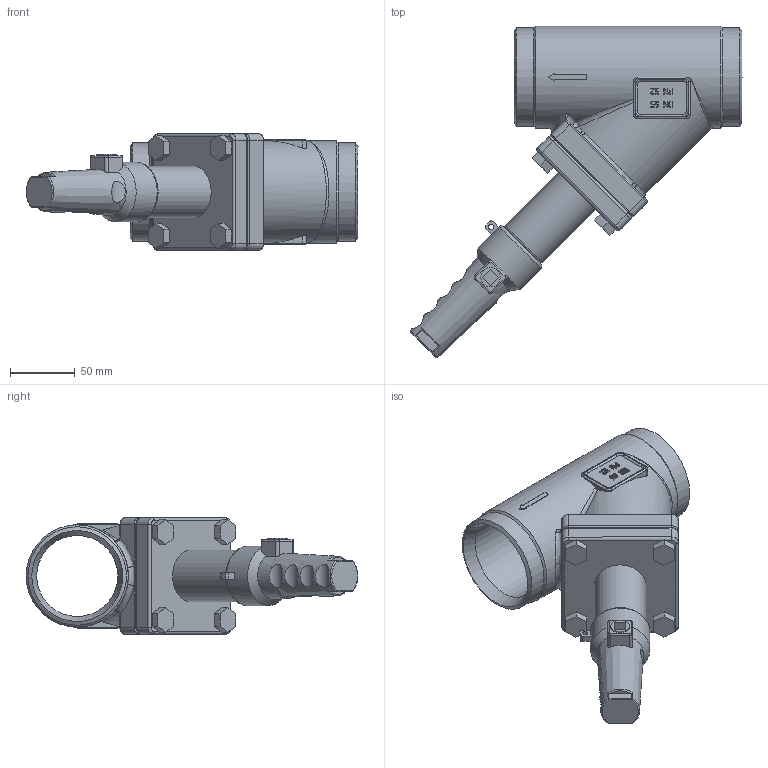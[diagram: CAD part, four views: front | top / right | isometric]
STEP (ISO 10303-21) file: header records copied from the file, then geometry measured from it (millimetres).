
FILE_DESCRIPTION(('TFLEX Exchange Step'),'2;1');
FILE_NAME('148B7065R.stp', '2024-08-29T14:54:32+03:00',('RUCO2978'),('Unknown organisation'),'TFLEX Exchange 2022.1','T-FLEX CAD','Unknown authorisation');
FILE_SCHEMA( ('AP242_MANAGED_MODEL_BASED_3D_ENGINEERING_MIM_LF {1 0 10303 442 1 1 4 }') );
Length unit declared in the file: millimetre
Products named in the file (1): Nodes
Bounding box: 256.53 x 256.36 x 90 mm (x, y, z)
Volume: 686591.3 mm3; surface area: 178993.2 mm2
Topology: 10 solids, 11 shells, 702 faces, 1844 edges, 1186 vertices
Faces by surface type: plane 318, bspline 187, cylinder 114, torus 52, cone 25, sphere 6
Full cylindrical faces by diameter (mm): 4 x1, 10 x4, 12 x8, 15 x1, 36 x1, 40 x1, 46 x1, 62.6 x1, 75 x1, 76.1 x2, 79 x1
Entity records: 29121 total; most frequent: CARTESIAN_POINT 13743, ORIENTED_EDGE 3638, DIRECTION 2228, EDGE_CURVE 1819, VERTEX_POINT 1186, B_SPLINE_CURVE_WITH_KNOTS 863, AXIS2_PLACEMENT_3D 803, EDGE_LOOP 769
